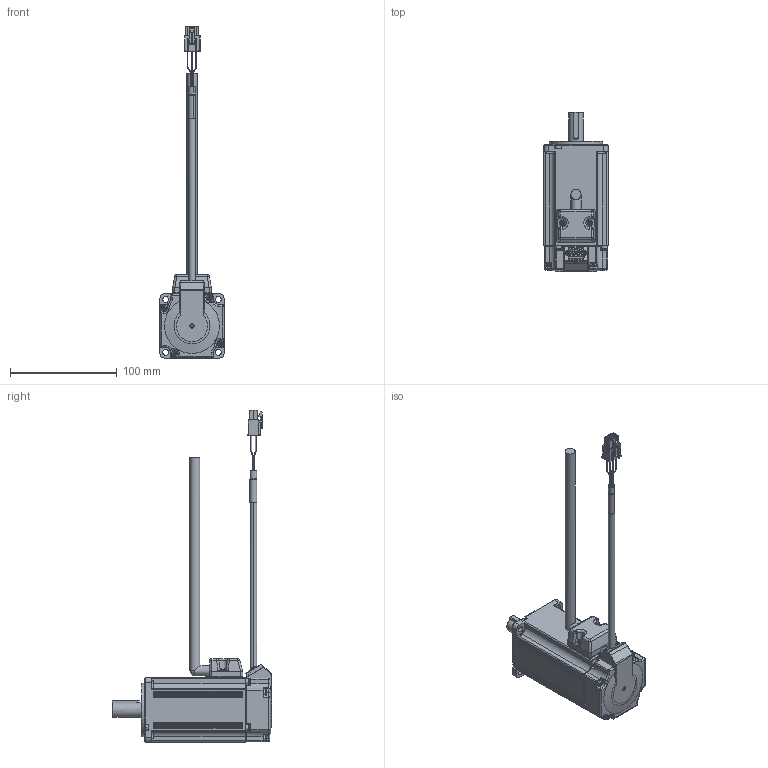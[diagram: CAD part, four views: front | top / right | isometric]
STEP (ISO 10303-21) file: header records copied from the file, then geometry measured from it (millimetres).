
FILE_DESCRIPTION(/* description */ (''),/* implementation_level */ '2;1');
FILE_NAME(/* name */ 'X3MA040A-N6LN外形图.stp',/* time_stamp */ '2018-06-25T14:30:03+08:00',/* author */ (''),/* organization */ (''),/* preprocessor_version */ 'ST-DEVELOPER v16',/* originating_system */ 'SIEMENS PLM Software NX 10.0',/* authorisation */ '');
FILE_SCHEMA (('AUTOMOTIVE_DESIGN { 1 0 10303 214 3 1 1 1 }'));
Products named in the file (1): hc19404B53ut16
Bounding box: 60 x 149 x 310.78 mm (x, y, z)
Volume: 431693.4 mm3; surface area: 58667.6 mm2
Topology: 1 solids, 13 shells, 1593 faces, 4048 edges, 2537 vertices
Faces by surface type: plane 869, cylinder 530, torus 70, cone 62, bspline 41, sphere 21
Full cylindrical faces by diameter (mm): 0.98 x3, 2.5 x1, 2.6 x2, 3 x12, 3.06 x4, 3.2 x4, 3.5 x4, 4 x1, 4.2 x12, 5.5 x8, 6 x4, 9.5 x2, 14 x1, 17 x1, 17.4 x1, 25 x1, 28 x1, 50 x1
Entity records: 60568 total; most frequent: CARTESIAN_POINT 18558, DIRECTION 7930, ORIENTED_EDGE 7716, EDGE_CURVE 3858, AXIS2_PLACEMENT_3D 2836, VERTEX_POINT 2464, LINE 2258, VECTOR 2258
